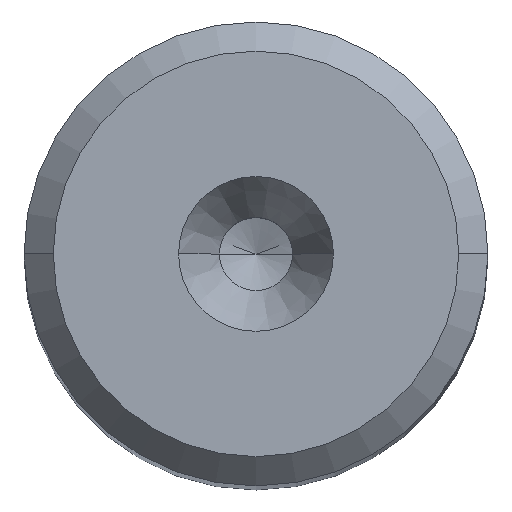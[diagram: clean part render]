
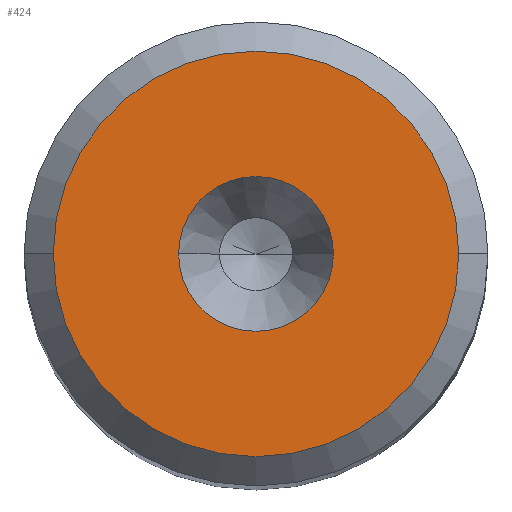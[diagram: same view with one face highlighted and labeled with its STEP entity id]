
A CAD part, top view. The second image highlights one B-rep face of the part: STEP entity #424.
In plain terms, the highlighted planar face has unit normal (0, 0, 1).
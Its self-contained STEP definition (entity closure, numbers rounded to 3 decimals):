
#424=ADVANCED_FACE('',(#540,#541),#519,.T.);
#519=PLANE('',#1814);
#540=FACE_BOUND('',#550,.T.);
#541=FACE_BOUND('',#551,.T.);
#550=EDGE_LOOP('',(#650,#651,#652,#653));
#551=EDGE_LOOP('',(#654,#655));
#650=ORIENTED_EDGE('',*,*,#1354,.F.);
#651=ORIENTED_EDGE('',*,*,#1355,.F.);
#652=ORIENTED_EDGE('',*,*,#1356,.F.);
#653=ORIENTED_EDGE('',*,*,#1357,.F.);
#654=ORIENTED_EDGE('',*,*,#1358,.F.);
#655=ORIENTED_EDGE('',*,*,#1359,.F.);
#1178=VERTEX_POINT('',#2613);
#1179=VERTEX_POINT('',#2614);
#1180=VERTEX_POINT('',#2616);
#1181=VERTEX_POINT('',#2618);
#1182=VERTEX_POINT('',#2621);
#1183=VERTEX_POINT('',#2622);
#1354=EDGE_CURVE('',#1178,#1179,#1618,.T.);
#1355=EDGE_CURVE('',#1180,#1178,#1619,.T.);
#1356=EDGE_CURVE('',#1181,#1180,#1620,.T.);
#1357=EDGE_CURVE('',#1179,#1181,#1621,.T.);
#1358=EDGE_CURVE('',#1182,#1183,#1622,.T.);
#1359=EDGE_CURVE('',#1183,#1182,#1623,.T.);
#1618=CIRCLE('',#1808,6.937);
#1619=CIRCLE('',#1809,6.937);
#1620=CIRCLE('',#1810,6.937);
#1621=CIRCLE('',#1811,6.937);
#1622=CIRCLE('',#1812,2.65);
#1623=CIRCLE('',#1813,2.65);
#1808=AXIS2_PLACEMENT_3D('',#2612,#2061,#2062);
#1809=AXIS2_PLACEMENT_3D('',#2615,#2063,#2064);
#1810=AXIS2_PLACEMENT_3D('',#2617,#2065,#2066);
#1811=AXIS2_PLACEMENT_3D('',#2619,#2067,#2068);
#1812=AXIS2_PLACEMENT_3D('',#2620,#2069,#2070);
#1813=AXIS2_PLACEMENT_3D('',#2623,#2071,#2072);
#1814=AXIS2_PLACEMENT_3D('',#2624,#2073,#2074);
#2061=DIRECTION('',(0.,0.,-1.));
#2062=DIRECTION('',(0.,1.,0.));
#2063=DIRECTION('',(0.,0.,-1.));
#2064=DIRECTION('',(-1.,0.,0.));
#2065=DIRECTION('',(0.,0.,-1.));
#2066=DIRECTION('',(0.,-1.,0.));
#2067=DIRECTION('',(0.,0.,-1.));
#2068=DIRECTION('',(1.,0.,0.));
#2069=DIRECTION('',(0.,0.,1.));
#2070=DIRECTION('',(-1.,0.,0.));
#2071=DIRECTION('',(0.,0.,1.));
#2072=DIRECTION('',(1.,0.,0.));
#2073=DIRECTION('',(0.,0.,1.));
#2074=DIRECTION('',(1.,0.,0.));
#2612=CARTESIAN_POINT('',(0.,0.,0.));
#2613=CARTESIAN_POINT('',(0.,6.937,0.));
#2614=CARTESIAN_POINT('',(6.937,0.,0.));
#2615=CARTESIAN_POINT('',(0.,0.,0.));
#2616=CARTESIAN_POINT('',(-6.937,0.,0.));
#2617=CARTESIAN_POINT('',(0.,0.,0.));
#2618=CARTESIAN_POINT('',(0.,-6.937,0.));
#2619=CARTESIAN_POINT('',(0.,0.,0.));
#2620=CARTESIAN_POINT('',(0.,0.,0.));
#2621=CARTESIAN_POINT('',(-2.65,0.,0.));
#2622=CARTESIAN_POINT('',(2.65,0.,0.));
#2623=CARTESIAN_POINT('',(0.,0.,0.));
#2624=CARTESIAN_POINT('',(0.,0.,0.));
